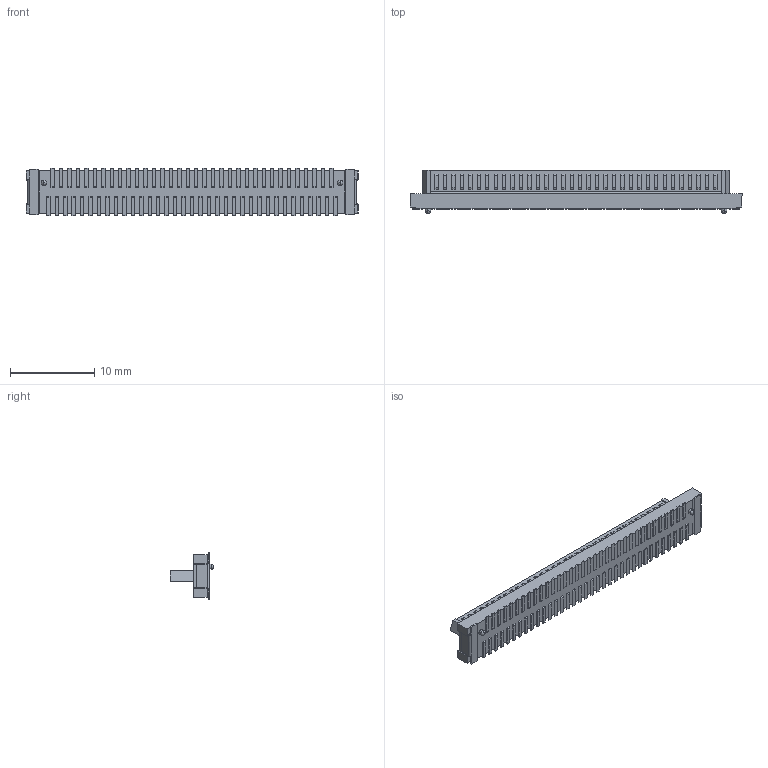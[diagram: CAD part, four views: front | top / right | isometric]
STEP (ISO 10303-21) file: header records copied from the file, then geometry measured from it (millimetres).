
FILE_DESCRIPTION (( 'STEP AP214' ), '1' );
FILE_NAME ('91910-21369LF.STEP', '2023-06-27T07:59:56', ( '' ), ( '' ), 'SwSTEP 2.0', 'SolidWorks 2017', '' );
FILE_SCHEMA (( 'AUTOMOTIVE_DESIGN' ));
Length unit declared in the file: millimetre
Products named in the file (1): 91910-21369LF
Bounding box: 39.3 x 5.1 x 5.59 mm (x, y, z)
Volume: 452.7 mm3; surface area: 1081.7 mm2
Topology: 141 solids, 141 shells, 913 faces, 1868 edges, 1240 vertices
Faces by surface type: plane 684, cylinder 225, torus 4
Entity records: 29732 total; most frequent: DIRECTION 4138, CARTESIAN_POINT 4046, ORIENTED_EDGE 3736, EDGE_CURVE 1868, LINE 1410, VECTOR 1410, AXIS2_PLACEMENT_3D 1364, VERTEX_POINT 1240
